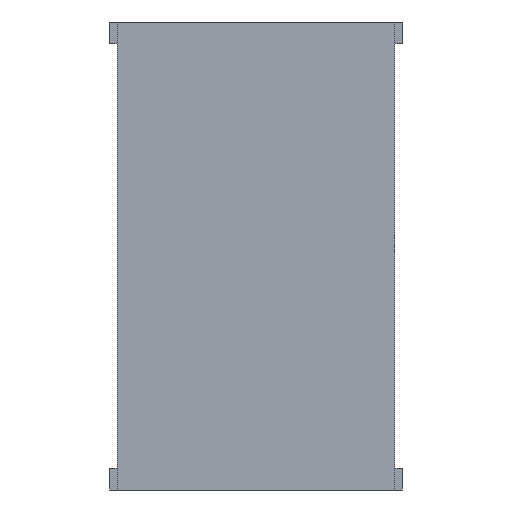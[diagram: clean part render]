
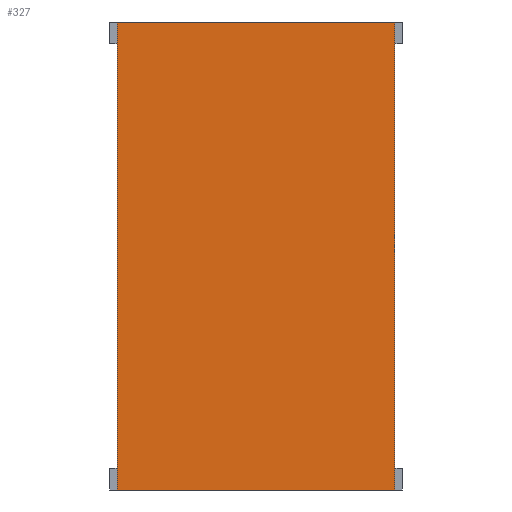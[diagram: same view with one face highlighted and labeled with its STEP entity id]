
A CAD part, front view. The second image highlights one B-rep face of the part: STEP entity #327.
In plain terms, the highlighted planar face has unit normal (0, -1, 0).
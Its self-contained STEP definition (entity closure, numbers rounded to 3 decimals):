
#18 = ORIENTED_EDGE ( 'NONE', *, *, #26, .T. ) ;
#26 = EDGE_CURVE ( 'NONE', #1057, #211, #848, .T. ) ;
#54 = PLANE ( 'NONE',  #85 ) ;
#68 = ORIENTED_EDGE ( 'NONE', *, *, #1551, .T. ) ;
#83 = LINE ( 'NONE', #581, #657 ) ;
#85 = AXIS2_PLACEMENT_3D ( 'NONE', #579, #333, #1464 ) ;
#98 = CARTESIAN_POINT ( 'NONE',  ( -9.5, -1., -16. ) ) ;
#126 = CARTESIAN_POINT ( 'NONE',  ( -9.5, -1., 16. ) ) ;
#211 = VERTEX_POINT ( 'NONE', #1403 ) ;
#327 = ADVANCED_FACE ( 'NONE', ( #1443 ), #54, .T. ) ;
#333 = DIRECTION ( 'NONE',  ( 0., -1., 0. ) ) ;
#362 = EDGE_LOOP ( 'NONE', ( #1607, #68, #18, #784 ) ) ;
#375 = VECTOR ( 'NONE', #743, 1000. ) ;
#384 = LINE ( 'NONE', #1271, #375 ) ;
#494 = LINE ( 'NONE', #589, #509 ) ;
#509 = VECTOR ( 'NONE', #1222, 1000. ) ;
#572 = DIRECTION ( 'NONE',  ( -1., 0., 0. ) ) ;
#579 = CARTESIAN_POINT ( 'NONE',  ( 0., -1., 0. ) ) ;
#581 = CARTESIAN_POINT ( 'NONE',  ( -9.5, -1., 16. ) ) ;
#589 = CARTESIAN_POINT ( 'NONE',  ( -9.5, -1., -16. ) ) ;
#657 = VECTOR ( 'NONE', #572, 1000. ) ;
#743 = DIRECTION ( 'NONE',  ( 0., 0., -1. ) ) ;
#784 = ORIENTED_EDGE ( 'NONE', *, *, #1480, .T. ) ;
#848 = LINE ( 'NONE', #1239, #1105 ) ;
#901 = CARTESIAN_POINT ( 'NONE',  ( 9.5, -1., -16. ) ) ;
#903 = VERTEX_POINT ( 'NONE', #126 ) ;
#934 = EDGE_CURVE ( 'NONE', #903, #1231, #384, .T. ) ;
#1057 = VERTEX_POINT ( 'NONE', #901 ) ;
#1105 = VECTOR ( 'NONE', #1509, 1000. ) ;
#1222 = DIRECTION ( 'NONE',  ( 1., 0., 0. ) ) ;
#1231 = VERTEX_POINT ( 'NONE', #98 ) ;
#1239 = CARTESIAN_POINT ( 'NONE',  ( 9.5, -1., 16. ) ) ;
#1271 = CARTESIAN_POINT ( 'NONE',  ( -9.5, -1., 16. ) ) ;
#1403 = CARTESIAN_POINT ( 'NONE',  ( 9.5, -1., 16. ) ) ;
#1443 = FACE_OUTER_BOUND ( 'NONE', #362, .T. ) ;
#1464 = DIRECTION ( 'NONE',  ( 0., 0., -1. ) ) ;
#1480 = EDGE_CURVE ( 'NONE', #211, #903, #83, .T. ) ;
#1509 = DIRECTION ( 'NONE',  ( 0., 0., 1. ) ) ;
#1551 = EDGE_CURVE ( 'NONE', #1231, #1057, #494, .T. ) ;
#1607 = ORIENTED_EDGE ( 'NONE', *, *, #934, .T. ) ;
